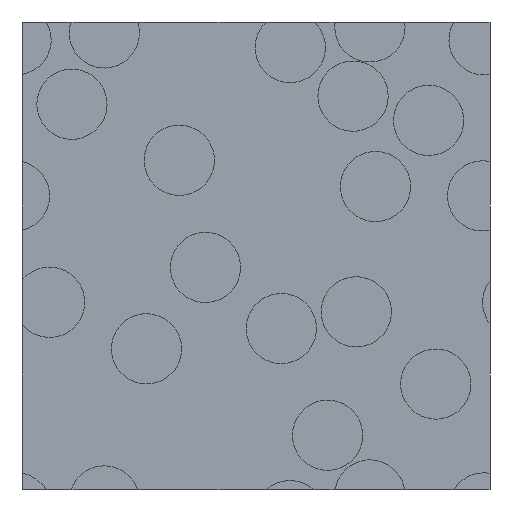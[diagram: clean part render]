
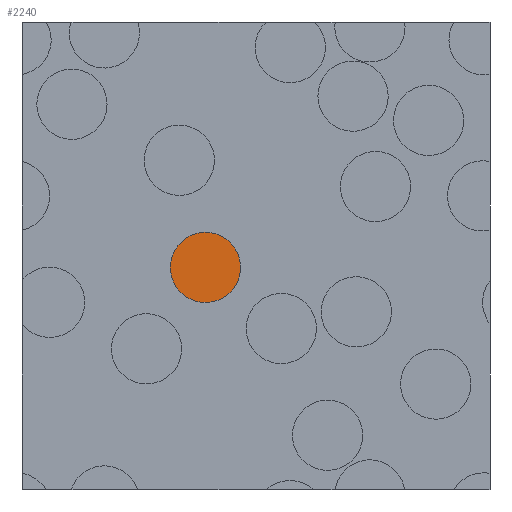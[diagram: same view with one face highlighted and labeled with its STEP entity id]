
A CAD part, top view. The second image highlights one B-rep face of the part: STEP entity #2240.
In plain terms, the highlighted planar face has unit normal (0, 0, 1).
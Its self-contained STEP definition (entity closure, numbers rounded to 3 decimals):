
#2240 = ADVANCED_FACE('',(#2241),#2254,.T.);
#2241 = FACE_BOUND('',#2242,.T.);
#2242 = EDGE_LOOP('',(#2243));
#2243 = ORIENTED_EDGE('',*,*,#2244,.T.);
#2244 = EDGE_CURVE('',#2245,#2245,#2247,.T.);
#2245 = VERTEX_POINT('',#2246);
#2246 = CARTESIAN_POINT('',(1.868,1.902,0.));
#2247 = SURFACE_CURVE('',#2248,(#2253),.PCURVE_S1.);
#2248 = ELLIPSE('',#2249,0.3,0.3);
#2249 = AXIS2_PLACEMENT_3D('',#2250,#2251,#2252);
#2250 = CARTESIAN_POINT('',(1.568,1.902,0.));
#2251 = DIRECTION('',(0.,0.,1.));
#2252 = DIRECTION('',(1.,0.,-0.));
#2253 = PCURVE('',#2254,#2259);
#2254 = PLANE('',#2255);
#2255 = AXIS2_PLACEMENT_3D('',#2256,#2257,#2258);
#2256 = CARTESIAN_POINT('',(1.568,1.902,0.));
#2257 = DIRECTION('',(0.,0.,1.));
#2258 = DIRECTION('',(1.,0.,-0.));
#2259 = DEFINITIONAL_REPRESENTATION('',(#2260),#2264);
#2260 = CIRCLE('',#2261,0.3);
#2261 = AXIS2_PLACEMENT_2D('',#2262,#2263);
#2262 = CARTESIAN_POINT('',(0.,0.));
#2263 = DIRECTION('',(1.,0.));
#2264 = ( GEOMETRIC_REPRESENTATION_CONTEXT(2) 
PARAMETRIC_REPRESENTATION_CONTEXT() REPRESENTATION_CONTEXT('2D SPACE',''
  ) );
